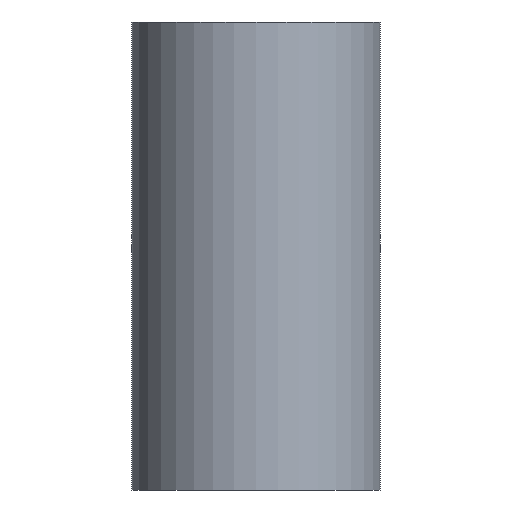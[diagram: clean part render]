
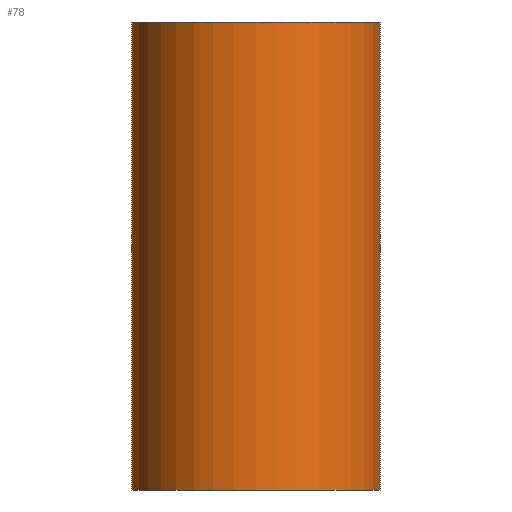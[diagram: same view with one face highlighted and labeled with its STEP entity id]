
A CAD part, left-side view. The second image highlights one B-rep face of the part: STEP entity #78.
In plain terms, the highlighted cylindrical face has radius 2.5 mm (diameter 5 mm), a full revolution.
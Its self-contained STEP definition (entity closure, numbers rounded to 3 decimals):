
#36=FACE_OUTER_BOUND('',#40,.T.);
#40=EDGE_LOOP('',(#67,#68,#69,#70));
#46=LINE('',#150,#48);
#48=VECTOR('',#123,2.5);
#51=CIRCLE('',#100,2.5);
#52=CIRCLE('',#101,2.5);
#55=VERTEX_POINT('',#147);
#56=VERTEX_POINT('',#149);
#60=EDGE_CURVE('',#55,#55,#51,.T.);
#61=EDGE_CURVE('',#55,#56,#46,.T.);
#62=EDGE_CURVE('',#56,#56,#52,.T.);
#67=ORIENTED_EDGE('',*,*,#60,.F.);
#68=ORIENTED_EDGE('',*,*,#61,.T.);
#69=ORIENTED_EDGE('',*,*,#62,.T.);
#70=ORIENTED_EDGE('',*,*,#61,.F.);
#76=CYLINDRICAL_SURFACE('',#99,2.5);
#78=ADVANCED_FACE('',(#36),#76,.T.);
#99=AXIS2_PLACEMENT_3D('',#146,#119,#120);
#100=AXIS2_PLACEMENT_3D('',#148,#121,#122);
#101=AXIS2_PLACEMENT_3D('',#151,#124,#125);
#119=DIRECTION('center_axis',(0.,0.,1.));
#120=DIRECTION('ref_axis',(1.,0.,0.));
#121=DIRECTION('center_axis',(0.,0.,1.));
#122=DIRECTION('ref_axis',(1.,0.,0.));
#123=DIRECTION('',(0.,0.,-1.));
#124=DIRECTION('center_axis',(0.,0.,1.));
#125=DIRECTION('ref_axis',(1.,0.,0.));
#146=CARTESIAN_POINT('Origin',(0.,0.,0.));
#147=CARTESIAN_POINT('',(-2.5,0.,9.4));
#148=CARTESIAN_POINT('Origin',(0.,0.,9.4));
#149=CARTESIAN_POINT('',(-2.5,0.,0.));
#150=CARTESIAN_POINT('',(-2.5,0.,0.));
#151=CARTESIAN_POINT('Origin',(0.,0.,0.));
